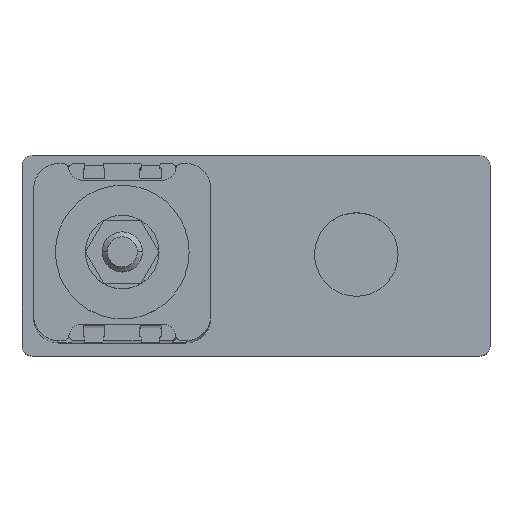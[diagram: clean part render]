
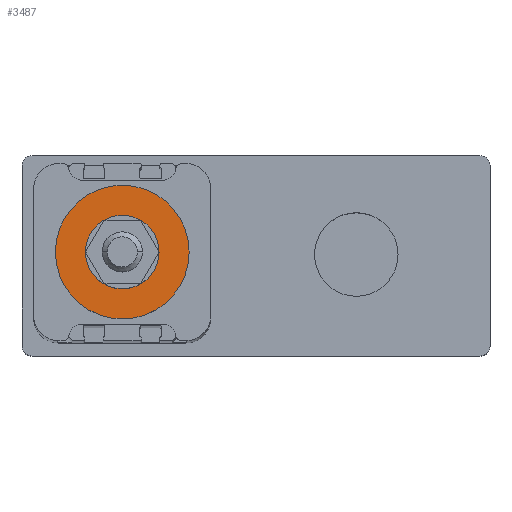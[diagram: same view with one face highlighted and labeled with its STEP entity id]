
A CAD part, top view. The second image highlights one B-rep face of the part: STEP entity #3487.
In plain terms, the highlighted planar face has unit normal (0, 0, 1).
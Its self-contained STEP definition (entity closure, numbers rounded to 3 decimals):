
#169 = EDGE_CURVE ( 'NONE', #1416, #2001, #304, .T. ) ;
#304 = CIRCLE ( 'NONE', #575, 20. ) ;
#334 = DIRECTION ( 'NONE',  ( 1., 0., 0. ) ) ;
#338 = CARTESIAN_POINT ( 'NONE',  ( 0., 0., 390. ) ) ;
#575 = AXIS2_PLACEMENT_3D ( 'NONE', #6479, #6517, #334 ) ;
#746 = CARTESIAN_POINT ( 'NONE',  ( 0., 0., 390. ) ) ;
#858 = DIRECTION ( 'NONE',  ( 0., 0., 1. ) ) ;
#1267 = DIRECTION ( 'NONE',  ( 1., 0., 0. ) ) ;
#1416 = VERTEX_POINT ( 'NONE', #5638 ) ;
#1484 = DIRECTION ( 'NONE',  ( 0., 0., 1. ) ) ;
#1738 = AXIS2_PLACEMENT_3D ( 'NONE', #338, #858, #4472 ) ;
#1830 = EDGE_LOOP ( 'NONE', ( #5476, #6037 ) ) ;
#2001 = VERTEX_POINT ( 'NONE', #4359 ) ;
#2194 = VERTEX_POINT ( 'NONE', #3264 ) ;
#2199 = VERTEX_POINT ( 'NONE', #2772 ) ;
#2380 = FACE_BOUND ( 'NONE', #1830, .T. ) ;
#2555 = EDGE_CURVE ( 'NONE', #2001, #1416, #5668, .T. ) ;
#2772 = CARTESIAN_POINT ( 'NONE',  ( 11., 0., 390. ) ) ;
#2918 = AXIS2_PLACEMENT_3D ( 'NONE', #2939, #6577, #3440 ) ;
#2939 = CARTESIAN_POINT ( 'NONE',  ( 0., 0., 390. ) ) ;
#3162 = AXIS2_PLACEMENT_3D ( 'NONE', #4560, #1484, #5095 ) ;
#3264 = CARTESIAN_POINT ( 'NONE',  ( -11., 0., 390. ) ) ;
#3407 = PLANE ( 'NONE',  #1738 ) ;
#3440 = DIRECTION ( 'NONE',  ( 1., 0., 0. ) ) ;
#3487 = ADVANCED_FACE ( 'NONE', ( #2380, #5310 ), #3407, .T. ) ;
#3939 = ORIENTED_EDGE ( 'NONE', *, *, #169, .T. ) ;
#4346 = DIRECTION ( 'NONE',  ( 0., 0., 1. ) ) ;
#4359 = CARTESIAN_POINT ( 'NONE',  ( 20., 0., 390. ) ) ;
#4472 = DIRECTION ( 'NONE',  ( 1., 0., 0. ) ) ;
#4560 = CARTESIAN_POINT ( 'NONE',  ( 0., 0., 390. ) ) ;
#4597 = ORIENTED_EDGE ( 'NONE', *, *, #2555, .T. ) ;
#4894 = EDGE_CURVE ( 'NONE', #2194, #2199, #6730, .T. ) ;
#5026 = CIRCLE ( 'NONE', #6156, 11. ) ;
#5086 = EDGE_LOOP ( 'NONE', ( #3939, #4597 ) ) ;
#5095 = DIRECTION ( 'NONE',  ( 1., 0., 0. ) ) ;
#5310 = FACE_OUTER_BOUND ( 'NONE', #5086, .T. ) ;
#5476 = ORIENTED_EDGE ( 'NONE', *, *, #4894, .F. ) ;
#5638 = CARTESIAN_POINT ( 'NONE',  ( -20., 0., 390. ) ) ;
#5641 = EDGE_CURVE ( 'NONE', #2199, #2194, #5026, .T. ) ;
#5668 = CIRCLE ( 'NONE', #2918, 20. ) ;
#6037 = ORIENTED_EDGE ( 'NONE', *, *, #5641, .F. ) ;
#6156 = AXIS2_PLACEMENT_3D ( 'NONE', #746, #4346, #1267 ) ;
#6479 = CARTESIAN_POINT ( 'NONE',  ( 0., 0., 390. ) ) ;
#6517 = DIRECTION ( 'NONE',  ( 0., 0., 1. ) ) ;
#6577 = DIRECTION ( 'NONE',  ( 0., 0., 1. ) ) ;
#6730 = CIRCLE ( 'NONE', #3162, 11. ) ;
